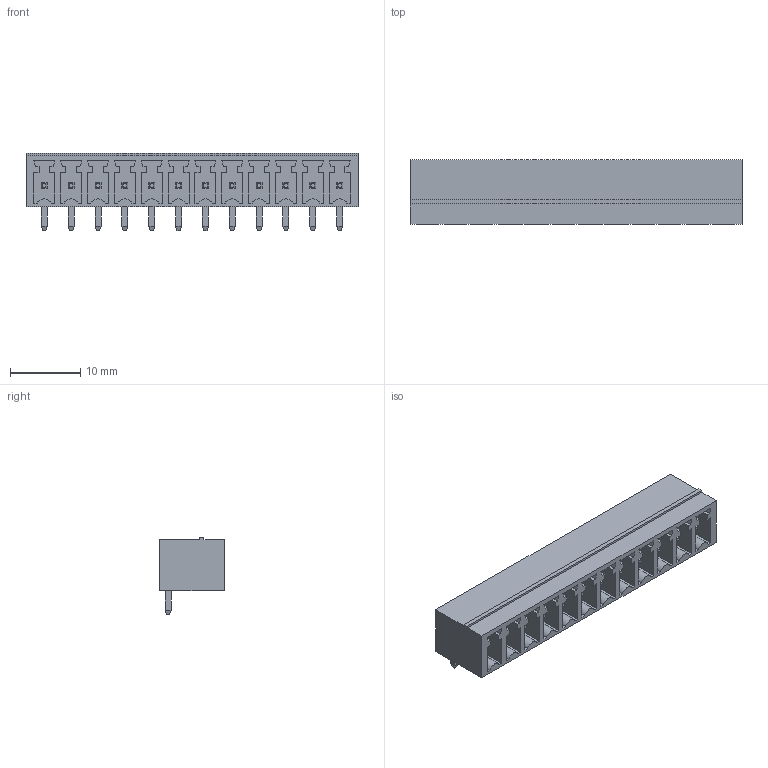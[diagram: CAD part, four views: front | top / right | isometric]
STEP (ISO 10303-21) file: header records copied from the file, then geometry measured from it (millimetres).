
FILE_DESCRIPTION(/* description */ ('model of PhoenixContact_MC-G_12x3.81mm_Angled.'),/* implementation_level */ FILE_NAME(/* name */ 'PhoenixContact_MC-G_12x3.81mm_Angled..stp',/* time_stamp */ '2017-02-27T14:57:49',/* author */ ('Rene Poeschl',''),/* organization */ (''),/* preprocessor_version */ '',/* originating_system */ '',/* authorisation */ '');
FILE_NAME(/* name */ 'PhoenixContact_MC-G_12x3.81mm_Angled..stp',/* time_stamp */ '2017-02-27T14:57:49',/* author */ ('Rene Poeschl',''),/* organization */ (''),/* preprocessor_version */ '',/* originating_system */ '',/* authorisation */ '');
FILE_SCHEMA(('AUTOMOTIVE_DESIGN_CC2 { 1 2 10303 214 -1 1 5 4 }'));
Length unit declared in the file: millimetre
Products named in the file (1): MC_01x12_G_3_81mm
Bounding box: 47.11 x 9.2 x 10.95 mm (x, y, z)
Volume: 1986 mm3; surface area: 3706.1 mm2
Topology: 1 solids, 1 shells, 406 faces, 1008 edges, 640 vertices
Faces by surface type: plane 394, cylinder 12
Entity records: 27491 total; most frequent: CARTESIAN_POINT 4335, DIRECTION 3658, LINE 2784, VECTOR 2784, ORIENTED_EDGE 2016, PCURVE 2016, DEFINITIONAL_REPRESENTATION 2016, EDGE_CURVE 1008
